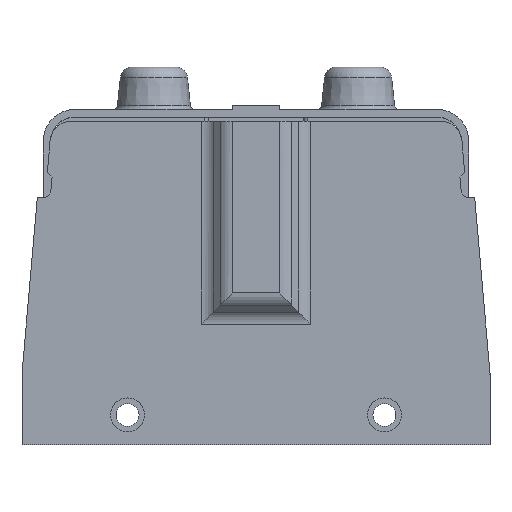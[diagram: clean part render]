
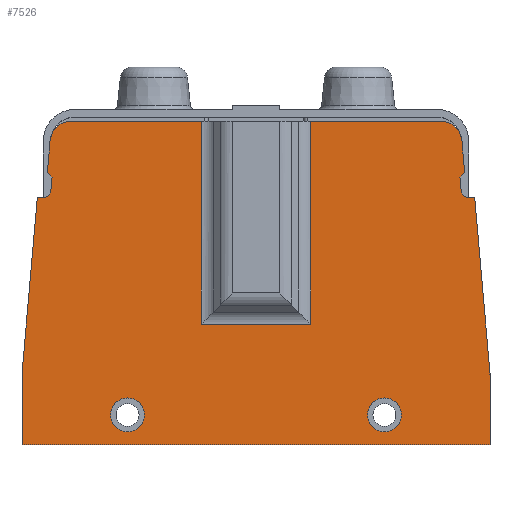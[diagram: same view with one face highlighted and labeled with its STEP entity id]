
A CAD part, top view. The second image highlights one B-rep face of the part: STEP entity #7526.
In plain terms, the highlighted planar face has unit normal (0, 0, 1).
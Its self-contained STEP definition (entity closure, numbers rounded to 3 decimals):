
#113=DIRECTION('',(1.,0.,0.));
#114=VECTOR('',#113,110.);
#115=CARTESIAN_POINT('',(-55.,-38.,21.));
#116=LINE('',#115,#114);
#609=DIRECTION('',(-1.,0.,0.));
#610=VECTOR('',#609,1.197);
#611=CARTESIAN_POINT('',(51.4,20.,21.));
#612=LINE('',#611,#610);
#621=CARTESIAN_POINT('',(43.419,33.,21.));
#622=DIRECTION('',(0.,0.,-1.));
#623=DIRECTION('',(0.,1.,0.));
#624=AXIS2_PLACEMENT_3D('',#621,#622,#623);
#626=DIRECTION('',(0.087,-0.996,0.));
#627=VECTOR('',#626,7.464);
#628=CARTESIAN_POINT('',(48.4,33.436,21.));
#629=LINE('',#628,#627);
#630=DIRECTION('',(-0.707,-0.707,0.));
#631=VECTOR('',#630,1.566);
#632=CARTESIAN_POINT('',(49.05,26.,21.));
#633=LINE('',#632,#631);
#634=DIRECTION('',(0.087,-0.996,0.));
#635=VECTOR('',#634,3.078);
#636=CARTESIAN_POINT('',(47.942,24.892,21.));
#637=LINE('',#636,#635);
#638=CARTESIAN_POINT('',(50.203,22.,21.));
#639=DIRECTION('',(0.,0.,1.));
#640=DIRECTION('',(-0.996,-0.087,0.));
#641=AXIS2_PLACEMENT_3D('',#638,#639,#640);
#643=DIRECTION('',(0.087,-0.996,0.));
#644=VECTOR('',#643,41.306);
#645=CARTESIAN_POINT('',(51.4,20.,21.));
#646=LINE('',#645,#644);
#647=DIRECTION('',(0.087,0.996,0.));
#648=VECTOR('',#647,41.306);
#649=CARTESIAN_POINT('',(-55.,-21.148,21.));
#650=LINE('',#649,#648);
#651=CARTESIAN_POINT('',(-50.203,22.,21.));
#652=DIRECTION('',(0.,0.,1.));
#653=DIRECTION('',(0.,-1.,0.));
#654=AXIS2_PLACEMENT_3D('',#651,#652,#653);
#656=DIRECTION('',(0.087,0.996,0.));
#657=VECTOR('',#656,3.078);
#658=CARTESIAN_POINT('',(-48.211,21.826,21.));
#659=LINE('',#658,#657);
#660=DIRECTION('',(-0.707,0.707,0.));
#661=VECTOR('',#660,1.566);
#662=CARTESIAN_POINT('',(-47.942,24.892,21.));
#663=LINE('',#662,#661);
#664=DIRECTION('',(0.087,0.996,0.));
#665=VECTOR('',#664,7.464);
#666=CARTESIAN_POINT('',(-49.05,26.,21.));
#667=LINE('',#666,#665);
#668=CARTESIAN_POINT('',(-43.419,33.,21.));
#669=DIRECTION('',(0.,0.,-1.));
#670=DIRECTION('',(-0.996,0.087,0.));
#671=AXIS2_PLACEMENT_3D('',#668,#669,#670);
#673=CARTESIAN_POINT('',(30.2,-31.,21.));
#674=DIRECTION('',(0.,0.,1.));
#675=DIRECTION('',(-1.,0.,0.));
#676=AXIS2_PLACEMENT_3D('',#673,#674,#675);
#678=CARTESIAN_POINT('',(30.2,-31.,21.));
#679=DIRECTION('',(0.,0.,1.));
#680=DIRECTION('',(1.,0.,0.));
#681=AXIS2_PLACEMENT_3D('',#678,#679,#680);
#683=CARTESIAN_POINT('',(-30.2,-31.,21.));
#684=DIRECTION('',(0.,0.,1.));
#685=DIRECTION('',(-1.,0.,0.));
#686=AXIS2_PLACEMENT_3D('',#683,#684,#685);
#688=CARTESIAN_POINT('',(-30.2,-31.,21.));
#689=DIRECTION('',(0.,0.,1.));
#690=DIRECTION('',(1.,0.,0.));
#691=AXIS2_PLACEMENT_3D('',#688,#689,#690);
#700=DIRECTION('',(0.,1.,0.));
#701=VECTOR('',#700,47.657);
#702=CARTESIAN_POINT('',(-12.857,-9.657,21.));
#703=LINE('',#702,#701);
#711=DIRECTION('',(-1.,0.,0.));
#712=VECTOR('',#711,25.714);
#713=CARTESIAN_POINT('',(12.857,-9.657,21.));
#714=LINE('',#713,#712);
#715=DIRECTION('',(0.,-1.,0.));
#716=VECTOR('',#715,47.657);
#717=CARTESIAN_POINT('',(12.857,38.,21.));
#718=LINE('',#717,#716);
#811=DIRECTION('',(-1.,0.,0.));
#812=VECTOR('',#811,30.562);
#813=CARTESIAN_POINT('',(43.419,38.,21.));
#814=LINE('',#813,#812);
#843=DIRECTION('',(-1.,0.,0.));
#844=VECTOR('',#843,30.562);
#845=CARTESIAN_POINT('',(-12.857,38.,21.));
#846=LINE('',#845,#844);
#3068=DIRECTION('',(0.,1.,0.));
#3069=VECTOR('',#3068,16.852);
#3070=CARTESIAN_POINT('',(55.,-38.,21.));
#3071=LINE('',#3070,#3069);
#4426=DIRECTION('',(0.,-1.,0.));
#4427=VECTOR('',#4426,16.852);
#4428=CARTESIAN_POINT('',(-55.,-21.148,21.));
#4429=LINE('',#4428,#4427);
#4450=DIRECTION('',(-1.,0.,0.));
#4451=VECTOR('',#4450,1.197);
#4452=CARTESIAN_POINT('',(-50.203,20.,21.));
#4453=LINE('',#4452,#4451);
#5191=CARTESIAN_POINT('',(-34.2,-31.,21.));
#5192=CARTESIAN_POINT('',(-26.2,-31.,21.));
#5193=VERTEX_POINT('',#5191);
#5194=VERTEX_POINT('',#5192);
#5195=CARTESIAN_POINT('',(26.2,-31.,21.));
#5196=CARTESIAN_POINT('',(34.2,-31.,21.));
#5197=VERTEX_POINT('',#5195);
#5198=VERTEX_POINT('',#5196);
#5199=CARTESIAN_POINT('',(-12.857,-9.657,21.));
#5200=CARTESIAN_POINT('',(-12.857,38.,21.));
#5201=VERTEX_POINT('',#5199);
#5202=VERTEX_POINT('',#5200);
#5203=CARTESIAN_POINT('',(12.857,-9.657,21.));
#5204=VERTEX_POINT('',#5203);
#5205=CARTESIAN_POINT('',(12.857,38.,21.));
#5206=VERTEX_POINT('',#5205);
#5207=CARTESIAN_POINT('',(43.419,38.,21.));
#5208=VERTEX_POINT('',#5207);
#5209=CARTESIAN_POINT('',(48.4,33.436,21.));
#5210=VERTEX_POINT('',#5209);
#5211=CARTESIAN_POINT('',(49.05,26.,21.));
#5212=VERTEX_POINT('',#5211);
#5213=CARTESIAN_POINT('',(47.942,24.892,21.));
#5214=VERTEX_POINT('',#5213);
#5215=CARTESIAN_POINT('',(48.211,21.826,21.));
#5216=VERTEX_POINT('',#5215);
#5217=CARTESIAN_POINT('',(50.203,20.,21.));
#5218=VERTEX_POINT('',#5217);
#5219=CARTESIAN_POINT('',(51.4,20.,21.));
#5220=VERTEX_POINT('',#5219);
#5221=CARTESIAN_POINT('',(55.,-21.148,21.));
#5222=VERTEX_POINT('',#5221);
#5223=CARTESIAN_POINT('',(55.,-38.,21.));
#5224=VERTEX_POINT('',#5223);
#5225=CARTESIAN_POINT('',(-55.,-38.,21.));
#5226=VERTEX_POINT('',#5225);
#5227=CARTESIAN_POINT('',(-55.,-21.148,21.));
#5228=VERTEX_POINT('',#5227);
#5229=CARTESIAN_POINT('',(-51.4,20.,21.));
#5230=VERTEX_POINT('',#5229);
#5231=CARTESIAN_POINT('',(-50.203,20.,21.));
#5232=VERTEX_POINT('',#5231);
#5233=CARTESIAN_POINT('',(-48.211,21.826,21.));
#5234=VERTEX_POINT('',#5233);
#5235=CARTESIAN_POINT('',(-47.942,24.892,21.));
#5236=VERTEX_POINT('',#5235);
#5237=CARTESIAN_POINT('',(-49.05,26.,21.));
#5238=VERTEX_POINT('',#5237);
#5239=CARTESIAN_POINT('',(-48.4,33.436,21.));
#5240=VERTEX_POINT('',#5239);
#5241=CARTESIAN_POINT('',(-43.419,38.,21.));
#5242=VERTEX_POINT('',#5241);
#7471=CARTESIAN_POINT('',(0.,0.,21.));
#7472=DIRECTION('',(0.,0.,1.));
#7473=DIRECTION('',(-1.,0.,0.));
#7474=AXIS2_PLACEMENT_3D('',#7471,#7472,#7473);
#7475=PLANE('',#7474);
#7477=ORIENTED_EDGE('',*,*,#7476,.F.);
#7479=ORIENTED_EDGE('',*,*,#7478,.F.);
#7481=ORIENTED_EDGE('',*,*,#7480,.F.);
#7483=ORIENTED_EDGE('',*,*,#7482,.F.);
#7484=ORIENTED_EDGE('',*,*,#7347,.T.);
#7485=ORIENTED_EDGE('',*,*,#7372,.T.);
#7486=ORIENTED_EDGE('',*,*,#7393,.T.);
#7487=ORIENTED_EDGE('',*,*,#7414,.T.);
#7488=ORIENTED_EDGE('',*,*,#7436,.T.);
#7489=ORIENTED_EDGE('',*,*,#7455,.F.);
#7491=ORIENTED_EDGE('',*,*,#7490,.T.);
#7493=ORIENTED_EDGE('',*,*,#7492,.F.);
#7494=ORIENTED_EDGE('',*,*,#6578,.F.);
#7496=ORIENTED_EDGE('',*,*,#7495,.F.);
#7498=ORIENTED_EDGE('',*,*,#7497,.T.);
#7500=ORIENTED_EDGE('',*,*,#7499,.F.);
#7502=ORIENTED_EDGE('',*,*,#7501,.T.);
#7504=ORIENTED_EDGE('',*,*,#7503,.T.);
#7506=ORIENTED_EDGE('',*,*,#7505,.T.);
#7508=ORIENTED_EDGE('',*,*,#7507,.T.);
#7509=ORIENTED_EDGE('',*,*,#7273,.T.);
#7511=ORIENTED_EDGE('',*,*,#7510,.F.);
#7512=EDGE_LOOP('',(#7477,#7479,#7481,#7483,#7484,#7485,#7486,#7487,#7488,#7489,
#7491,#7493,#7494,#7496,#7498,#7500,#7502,#7504,#7506,#7508,#7509,#7511));
#7513=FACE_OUTER_BOUND('',#7512,.F.);
#7515=ORIENTED_EDGE('',*,*,#7514,.T.);
#7517=ORIENTED_EDGE('',*,*,#7516,.T.);
#7518=EDGE_LOOP('',(#7515,#7517));
#7519=FACE_BOUND('',#7518,.F.);
#7521=ORIENTED_EDGE('',*,*,#7520,.T.);
#7523=ORIENTED_EDGE('',*,*,#7522,.T.);
#7524=EDGE_LOOP('',(#7521,#7523));
#7525=FACE_BOUND('',#7524,.F.);
#625=CIRCLE('',#624,5.);
#642=CIRCLE('',#641,2.);
#655=CIRCLE('',#654,2.);
#672=CIRCLE('',#671,5.);
#677=CIRCLE('',#676,4.);
#682=CIRCLE('',#681,4.);
#687=CIRCLE('',#686,4.);
#692=CIRCLE('',#691,4.);
#6578=EDGE_CURVE('',#5226,#5224,#116,.T.);
#7273=EDGE_CURVE('',#5240,#5242,#672,.T.);
#7347=EDGE_CURVE('',#5208,#5210,#625,.T.);
#7372=EDGE_CURVE('',#5210,#5212,#629,.T.);
#7393=EDGE_CURVE('',#5212,#5214,#633,.T.);
#7414=EDGE_CURVE('',#5214,#5216,#637,.T.);
#7436=EDGE_CURVE('',#5216,#5218,#642,.T.);
#7455=EDGE_CURVE('',#5220,#5218,#612,.T.);
#7476=EDGE_CURVE('',#5201,#5202,#703,.T.);
#7478=EDGE_CURVE('',#5204,#5201,#714,.T.);
#7480=EDGE_CURVE('',#5206,#5204,#718,.T.);
#7482=EDGE_CURVE('',#5208,#5206,#814,.T.);
#7490=EDGE_CURVE('',#5220,#5222,#646,.T.);
#7492=EDGE_CURVE('',#5224,#5222,#3071,.T.);
#7495=EDGE_CURVE('',#5228,#5226,#4429,.T.);
#7497=EDGE_CURVE('',#5228,#5230,#650,.T.);
#7499=EDGE_CURVE('',#5232,#5230,#4453,.T.);
#7501=EDGE_CURVE('',#5232,#5234,#655,.T.);
#7503=EDGE_CURVE('',#5234,#5236,#659,.T.);
#7505=EDGE_CURVE('',#5236,#5238,#663,.T.);
#7507=EDGE_CURVE('',#5238,#5240,#667,.T.);
#7510=EDGE_CURVE('',#5202,#5242,#846,.T.);
#7514=EDGE_CURVE('',#5197,#5198,#677,.T.);
#7516=EDGE_CURVE('',#5198,#5197,#682,.T.);
#7520=EDGE_CURVE('',#5193,#5194,#687,.T.);
#7522=EDGE_CURVE('',#5194,#5193,#692,.T.);
#7526=ADVANCED_FACE('',(#7513,#7519,#7525),#7475,.T.);
